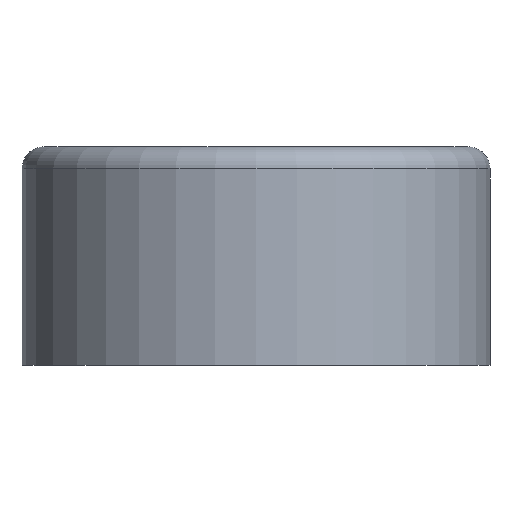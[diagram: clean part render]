
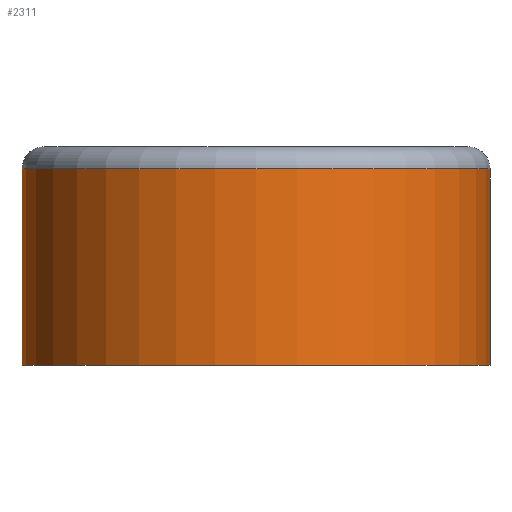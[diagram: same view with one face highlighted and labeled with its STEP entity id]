
A CAD part, front view. The second image highlights one B-rep face of the part: STEP entity #2311.
In plain terms, the highlighted cylindrical face has radius 15 mm (diameter 30 mm), a full revolution.
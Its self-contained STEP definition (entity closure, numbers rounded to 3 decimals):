
#15=CYLINDRICAL_SURFACE('',#2389,15.);
#20=CIRCLE('',#2388,15.);
#21=CIRCLE('',#2390,15.);
#346=FACE_OUTER_BOUND('',#480,.T.);
#480=EDGE_LOOP('',(#2113,#2114,#2115,#2116));
#688=LINE('',#4503,#892);
#892=VECTOR('',#2721,15.);
#1115=VERTEX_POINT('',#4498);
#1116=VERTEX_POINT('',#4502);
#1451=EDGE_CURVE('',#1115,#1115,#20,.T.);
#1452=EDGE_CURVE('',#1115,#1116,#688,.T.);
#1453=EDGE_CURVE('',#1116,#1116,#21,.T.);
#2113=ORIENTED_EDGE('',*,*,#1451,.F.);
#2114=ORIENTED_EDGE('',*,*,#1452,.T.);
#2115=ORIENTED_EDGE('',*,*,#1453,.T.);
#2116=ORIENTED_EDGE('',*,*,#1452,.F.);
#2311=ADVANCED_FACE('',(#346),#15,.T.);
#2388=AXIS2_PLACEMENT_3D('',#4500,#2717,#2718);
#2389=AXIS2_PLACEMENT_3D('',#4501,#2719,#2720);
#2390=AXIS2_PLACEMENT_3D('',#4504,#2722,#2723);
#2717=DIRECTION('center_axis',(0.,0.,1.));
#2718=DIRECTION('ref_axis',(1.,0.,0.));
#2719=DIRECTION('center_axis',(0.,0.,1.));
#2720=DIRECTION('ref_axis',(1.,0.,0.));
#2721=DIRECTION('',(0.,0.,-1.));
#2722=DIRECTION('center_axis',(0.,0.,1.));
#2723=DIRECTION('ref_axis',(1.,0.,0.));
#4498=CARTESIAN_POINT('',(-15.,0.,12.578));
#4500=CARTESIAN_POINT('Origin',(0.,0.,12.578));
#4501=CARTESIAN_POINT('Origin',(0.,0.,0.));
#4502=CARTESIAN_POINT('',(-15.,0.,0.));
#4503=CARTESIAN_POINT('',(-15.,0.,0.));
#4504=CARTESIAN_POINT('Origin',(0.,0.,0.));
